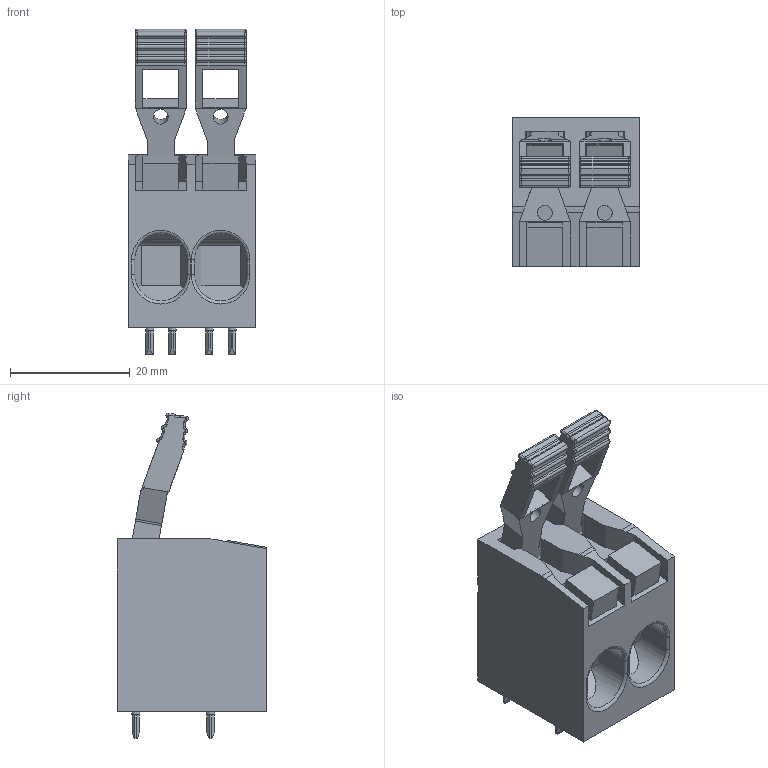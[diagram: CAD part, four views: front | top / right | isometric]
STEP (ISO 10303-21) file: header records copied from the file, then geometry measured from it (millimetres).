
FILE_DESCRIPTION(/* description */ (''),/* implementation_level */ '2;1');
FILE_NAME(/* name */ 'PHOENIX_1770393.stp',/* time_stamp */ '2016-05-09T14:43:05+02:00',/* author */ ('riccim'),/* organization */ ('SolidWorks'),/* preprocessor_version */ 'ST-DEVELOPER v15.5',/* originating_system */ 'AutoCAD Mechanical',/* authorisation */ ' ');
FILE_SCHEMA (('AUTOMOTIVE_DESIGN { 1 0 10303 214 3 1 1 }'));
Length unit declared in the file: millimetre
Products named in the file (1): Product
Bounding box: 21.4 x 25 x 54.48 mm (x, y, z)
Volume: 14441.9 mm3; surface area: 6576.9 mm2
Topology: 11 solids, 11 shells, 434 faces, 1080 edges, 682 vertices
Faces by surface type: plane 233, cylinder 125, torus 44, bspline 32
Full cylindrical faces by diameter (mm): 1.35 x8, 2.5 x4
Entity records: 13180 total; most frequent: CARTESIAN_POINT 2698, DIRECTION 2237, ORIENTED_EDGE 2128, EDGE_CURVE 1064, AXIS2_PLACEMENT_3D 778, LINE 681, VECTOR 681, VERTEX_POINT 678
